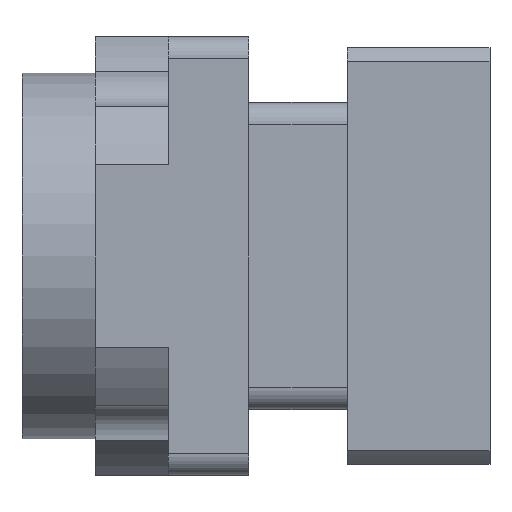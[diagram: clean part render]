
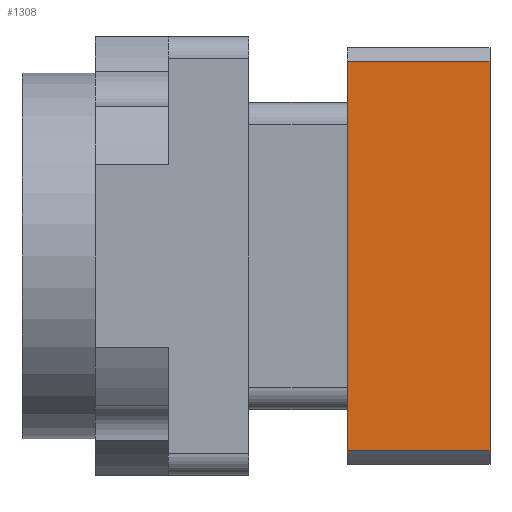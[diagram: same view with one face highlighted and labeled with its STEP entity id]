
A CAD part, left-side view. The second image highlights one B-rep face of the part: STEP entity #1308.
In plain terms, the highlighted planar face has unit normal (-1, 0, 0).
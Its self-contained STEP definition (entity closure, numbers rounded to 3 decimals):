
#276 = EDGE_CURVE ( 'NONE', #5990, #1262, #4984, .T. ) ;
#300 = DIRECTION ( 'NONE',  ( 0., -1., 0. ) ) ;
#477 = EDGE_CURVE ( 'NONE', #5990, #624, #2880, .T. ) ;
#529 = FACE_OUTER_BOUND ( 'NONE', #6757, .T. ) ;
#624 = VERTEX_POINT ( 'NONE', #1473 ) ;
#1262 = VERTEX_POINT ( 'NONE', #5250 ) ;
#1308 = ADVANCED_FACE ( 'NONE', ( #529 ), #9439, .T. ) ;
#1473 = CARTESIAN_POINT ( 'NONE',  ( 5.1, -33., 26.622 ) ) ;
#1617 = VERTEX_POINT ( 'NONE', #5012 ) ;
#1714 = DIRECTION ( 'NONE',  ( 0., 0., 1. ) ) ;
#2242 = LINE ( 'NONE', #8523, #11300 ) ;
#2753 = VECTOR ( 'NONE', #9568, 1000. ) ;
#2880 = LINE ( 'NONE', #8528, #4842 ) ;
#2967 = EDGE_CURVE ( 'NONE', #1262, #1617, #2242, .T. ) ;
#3203 = CARTESIAN_POINT ( 'NONE',  ( 5.1, -33., 26.622 ) ) ;
#3631 = ORIENTED_EDGE ( 'NONE', *, *, #6142, .F. ) ;
#4086 = DIRECTION ( 'NONE',  ( -1., 0., 0. ) ) ;
#4822 = CARTESIAN_POINT ( 'NONE',  ( 5.1, -13.5, 26.622 ) ) ;
#4842 = VECTOR ( 'NONE', #300, 1000. ) ;
#4984 = LINE ( 'NONE', #9413, #2753 ) ;
#5012 = CARTESIAN_POINT ( 'NONE',  ( 5.1, -33., -26.622 ) ) ;
#5250 = CARTESIAN_POINT ( 'NONE',  ( 5.1, -13.5, -26.622 ) ) ;
#5769 = VECTOR ( 'NONE', #9293, 1000. ) ;
#5990 = VERTEX_POINT ( 'NONE', #8050 ) ;
#6142 = EDGE_CURVE ( 'NONE', #624, #1617, #7861, .T. ) ;
#6270 = DIRECTION ( 'NONE',  ( 0., -1., 0. ) ) ;
#6753 = ORIENTED_EDGE ( 'NONE', *, *, #276, .T. ) ;
#6757 = EDGE_LOOP ( 'NONE', ( #3631, #8272, #6753, #7589 ) ) ;
#7589 = ORIENTED_EDGE ( 'NONE', *, *, #2967, .T. ) ;
#7861 = LINE ( 'NONE', #3203, #5769 ) ;
#8050 = CARTESIAN_POINT ( 'NONE',  ( 5.1, -13.5, 26.622 ) ) ;
#8272 = ORIENTED_EDGE ( 'NONE', *, *, #477, .F. ) ;
#8523 = CARTESIAN_POINT ( 'NONE',  ( 5.1, -13.5, -26.622 ) ) ;
#8528 = CARTESIAN_POINT ( 'NONE',  ( 5.1, -13.5, 26.622 ) ) ;
#9125 = AXIS2_PLACEMENT_3D ( 'NONE', #4822, #4086, #1714 ) ;
#9293 = DIRECTION ( 'NONE',  ( 0., 0., -1. ) ) ;
#9413 = CARTESIAN_POINT ( 'NONE',  ( 5.1, -13.5, 26.622 ) ) ;
#9439 = PLANE ( 'NONE',  #9125 ) ;
#9568 = DIRECTION ( 'NONE',  ( 0., 0., -1. ) ) ;
#11300 = VECTOR ( 'NONE', #6270, 1000. ) ;
